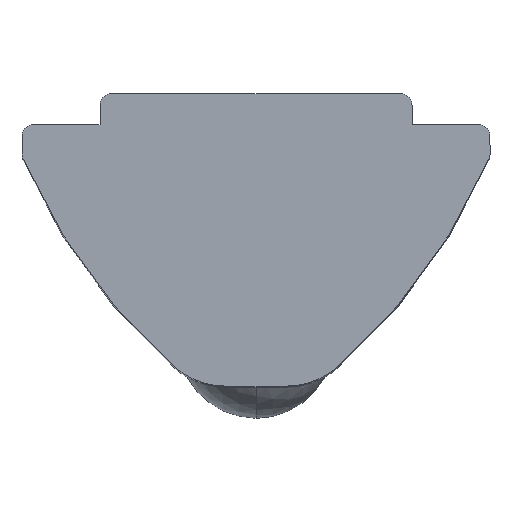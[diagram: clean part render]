
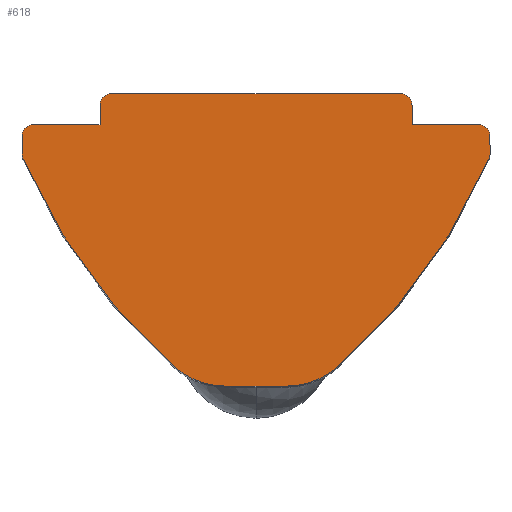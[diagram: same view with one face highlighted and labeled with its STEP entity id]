
A CAD part, top view. The second image highlights one B-rep face of the part: STEP entity #618.
In plain terms, the highlighted planar face has unit normal (0, 0, 1).
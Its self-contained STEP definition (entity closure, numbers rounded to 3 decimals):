
#11 = AXIS2_PLACEMENT_3D ( 'NONE', #1054, #1036, #386 ) ;
#15 = VECTOR ( 'NONE', #635, 1000. ) ;
#24 = CIRCLE ( 'NONE', #938, 2. ) ;
#28 = DIRECTION ( 'NONE',  ( 1., 0., 0. ) ) ;
#30 = CIRCLE ( 'NONE', #11, 0.3 ) ;
#33 = CARTESIAN_POINT ( 'NONE',  ( 0.776, -5.5, 10. ) ) ;
#39 = VERTEX_POINT ( 'NONE', #603 ) ;
#47 = DIRECTION ( 'NONE',  ( 0., 0., 1. ) ) ;
#52 = DIRECTION ( 'NONE',  ( 1., 0., 0. ) ) ;
#60 = CARTESIAN_POINT ( 'NONE',  ( -7.806, 4.264, 10. ) ) ;
#66 = DIRECTION ( 'NONE',  ( 1., 0., 0. ) ) ;
#83 = AXIS2_PLACEMENT_3D ( 'NONE', #118, #47, #52 ) ;
#86 = DIRECTION ( 'NONE',  ( 0., -1., 0. ) ) ;
#87 = VERTEX_POINT ( 'NONE', #533 ) ;
#89 = CARTESIAN_POINT ( 'NONE',  ( -5.7, -1.1, 10. ) ) ;
#99 = VECTOR ( 'NONE', #113, 1000. ) ;
#103 = DIRECTION ( 'NONE',  ( 0., 0., 1. ) ) ;
#111 = VERTEX_POINT ( 'NONE', #444 ) ;
#113 = DIRECTION ( 'NONE',  ( 1., 0., 0. ) ) ;
#114 = CARTESIAN_POINT ( 'NONE',  ( -5.7, -1.539, 10. ) ) ;
#118 = CARTESIAN_POINT ( 'NONE',  ( 7.806, 4.264, 10. ) ) ;
#126 = ORIENTED_EDGE ( 'NONE', *, *, #807, .T. ) ;
#128 = DIRECTION ( 'NONE',  ( 1., 0., 0. ) ) ;
#132 = VERTEX_POINT ( 'NONE', #699 ) ;
#134 = LINE ( 'NONE', #725, #716 ) ;
#135 = DIRECTION ( 'NONE',  ( 0., 1., 0. ) ) ;
#137 = AXIS2_PLACEMENT_3D ( 'NONE', #613, #522, #28 ) ;
#144 = DIRECTION ( 'NONE',  ( 0., 0., 1. ) ) ;
#173 = ORIENTED_EDGE ( 'NONE', *, *, #1045, .T. ) ;
#179 = EDGE_CURVE ( 'NONE', #358, #87, #518, .T. ) ;
#180 = CARTESIAN_POINT ( 'NONE',  ( 5.7, -1.539, 10. ) ) ;
#181 = VERTEX_POINT ( 'NONE', #863 ) ;
#184 = FACE_OUTER_BOUND ( 'NONE', #595, .T. ) ;
#196 = ORIENTED_EDGE ( 'NONE', *, *, #824, .T. ) ;
#200 = EDGE_CURVE ( 'NONE', #800, #924, #1019, .T. ) ;
#211 = DIRECTION ( 'NONE',  ( -1., 0., 0. ) ) ;
#223 = VECTOR ( 'NONE', #86, 1000. ) ;
#232 = AXIS2_PLACEMENT_3D ( 'NONE', #60, #144, #66 ) ;
#239 = EDGE_CURVE ( 'NONE', #87, #912, #855, .T. ) ;
#240 = CARTESIAN_POINT ( 'NONE',  ( 3.7, 0., 10. ) ) ;
#243 = ORIENTED_EDGE ( 'NONE', *, *, #880, .T. ) ;
#249 = CARTESIAN_POINT ( 'NONE',  ( -3.7, -0.3, 10. ) ) ;
#254 = DIRECTION ( 'NONE',  ( 0., 0., 1. ) ) ;
#270 = DIRECTION ( 'NONE',  ( 1., 0., 0. ) ) ;
#280 = DIRECTION ( 'NONE',  ( -1., 0., 0. ) ) ;
#287 = CARTESIAN_POINT ( 'NONE',  ( -4., -0.8, 10. ) ) ;
#289 = ORIENTED_EDGE ( 'NONE', *, *, #406, .T. ) ;
#296 = DIRECTION ( 'NONE',  ( 1., 0., 0. ) ) ;
#304 = CARTESIAN_POINT ( 'NONE',  ( -5.7, -0.8, 10. ) ) ;
#339 = CARTESIAN_POINT ( 'NONE',  ( -5.976, -1.657, 10. ) ) ;
#351 = VECTOR ( 'NONE', #503, 1000. ) ;
#358 = VERTEX_POINT ( 'NONE', #979 ) ;
#360 = EDGE_CURVE ( 'NONE', #39, #800, #576, .T. ) ;
#376 = LINE ( 'NONE', #641, #822 ) ;
#383 = VERTEX_POINT ( 'NONE', #339 ) ;
#386 = DIRECTION ( 'NONE',  ( 1., 0., 0. ) ) ;
#388 = ORIENTED_EDGE ( 'NONE', *, *, #604, .T. ) ;
#406 = EDGE_CURVE ( 'NONE', #1042, #425, #733, .T. ) ;
#417 = CIRCLE ( 'NONE', #1026, 0.3 ) ;
#425 = VERTEX_POINT ( 'NONE', #650 ) ;
#444 = CARTESIAN_POINT ( 'NONE',  ( -3.7, 0., 10. ) ) ;
#445 = EDGE_CURVE ( 'NONE', #425, #728, #499, .T. ) ;
#449 = EDGE_CURVE ( 'NONE', #111, #971, #646, .T. ) ;
#452 = LINE ( 'NONE', #287, #782 ) ;
#472 = ORIENTED_EDGE ( 'NONE', *, *, #239, .T. ) ;
#477 = CARTESIAN_POINT ( 'NONE',  ( 6., -0.8, 10. ) ) ;
#488 = DIRECTION ( 'NONE',  ( 1., 0., 0. ) ) ;
#493 = CIRCLE ( 'NONE', #627, 0.3 ) ;
#496 = DIRECTION ( 'NONE',  ( 0., 0., 1. ) ) ;
#499 = LINE ( 'NONE', #990, #223 ) ;
#503 = DIRECTION ( 'NONE',  ( 0., 1., 0. ) ) ;
#518 = CIRCLE ( 'NONE', #825, 2. ) ;
#519 = CARTESIAN_POINT ( 'NONE',  ( 6., -1.1, 10. ) ) ;
#522 = DIRECTION ( 'NONE',  ( 0., 0., 1. ) ) ;
#533 = CARTESIAN_POINT ( 'NONE',  ( -0.776, -7.5, 10. ) ) ;
#549 = CARTESIAN_POINT ( 'NONE',  ( -4., 0., 10. ) ) ;
#574 = CARTESIAN_POINT ( 'NONE',  ( 6., -1.539, 10. ) ) ;
#575 = VERTEX_POINT ( 'NONE', #574 ) ;
#576 = LINE ( 'NONE', #645, #351 ) ;
#591 = ORIENTED_EDGE ( 'NONE', *, *, #674, .T. ) ;
#595 = EDGE_LOOP ( 'NONE', ( #472, #388, #243, #832, #637, #126, #196, #951, #1075, #173, #690, #978, #1018, #289, #928, #591, #1061, #759 ) ) ;
#596 = EDGE_CURVE ( 'NONE', #655, #575, #417, .T. ) ;
#601 = VERTEX_POINT ( 'NONE', #1025 ) ;
#603 = CARTESIAN_POINT ( 'NONE',  ( 4., -0.8, 10. ) ) ;
#604 = EDGE_CURVE ( 'NONE', #912, #601, #24, .T. ) ;
#605 = DIRECTION ( 'NONE',  ( 1., 0., 0. ) ) ;
#609 = DIRECTION ( 'NONE',  ( 0., 0., 1. ) ) ;
#613 = CARTESIAN_POINT ( 'NONE',  ( -7.806, 4.264, 10. ) ) ;
#615 = CARTESIAN_POINT ( 'NONE',  ( -0.776, -5.5, 10. ) ) ;
#618 = ADVANCED_FACE ( 'NONE', ( #184 ), #697, .T. ) ;
#622 = DIRECTION ( 'NONE',  ( -1., 0., 0. ) ) ;
#627 = AXIS2_PLACEMENT_3D ( 'NONE', #114, #609, #270 ) ;
#635 = DIRECTION ( 'NONE',  ( 0., -1., 0. ) ) ;
#637 = ORIENTED_EDGE ( 'NONE', *, *, #865, .T. ) ;
#641 = CARTESIAN_POINT ( 'NONE',  ( 4., -0.8, 10. ) ) ;
#645 = CARTESIAN_POINT ( 'NONE',  ( 4., 0., 10. ) ) ;
#646 = CIRCLE ( 'NONE', #776, 0.3 ) ;
#650 = CARTESIAN_POINT ( 'NONE',  ( -6., -1.1, 10. ) ) ;
#655 = VERTEX_POINT ( 'NONE', #693 ) ;
#674 = EDGE_CURVE ( 'NONE', #728, #383, #493, .T. ) ;
#685 = VERTEX_POINT ( 'NONE', #519 ) ;
#688 = AXIS2_PLACEMENT_3D ( 'NONE', #788, #943, #296 ) ;
#690 = ORIENTED_EDGE ( 'NONE', *, *, #449, .T. ) ;
#693 = CARTESIAN_POINT ( 'NONE',  ( 5.976, -1.657, 10. ) ) ;
#697 = PLANE ( 'NONE',  #137 ) ;
#699 = CARTESIAN_POINT ( 'NONE',  ( 5.7, -0.8, 10. ) ) ;
#703 = CARTESIAN_POINT ( 'NONE',  ( 4., -0.3, 10. ) ) ;
#716 = VECTOR ( 'NONE', #280, 1000. ) ;
#725 = CARTESIAN_POINT ( 'NONE',  ( -4., 0., 10. ) ) ;
#728 = VERTEX_POINT ( 'NONE', #976 ) ;
#732 = CARTESIAN_POINT ( 'NONE',  ( 0.776, -7.5, 10. ) ) ;
#733 = CIRCLE ( 'NONE', #796, 0.3 ) ;
#759 = ORIENTED_EDGE ( 'NONE', *, *, #179, .T. ) ;
#770 = DIRECTION ( 'NONE',  ( 1., 0., 0. ) ) ;
#772 = EDGE_CURVE ( 'NONE', #181, #1042, #452, .T. ) ;
#776 = AXIS2_PLACEMENT_3D ( 'NONE', #249, #254, #831 ) ;
#782 = VECTOR ( 'NONE', #211, 1000. ) ;
#788 = CARTESIAN_POINT ( 'NONE',  ( 3.7, -0.3, 10. ) ) ;
#796 = AXIS2_PLACEMENT_3D ( 'NONE', #89, #496, #488 ) ;
#800 = VERTEX_POINT ( 'NONE', #703 ) ;
#807 = EDGE_CURVE ( 'NONE', #685, #132, #30, .T. ) ;
#822 = VECTOR ( 'NONE', #622, 1000. ) ;
#824 = EDGE_CURVE ( 'NONE', #132, #39, #376, .T. ) ;
#825 = AXIS2_PLACEMENT_3D ( 'NONE', #615, #870, #128 ) ;
#831 = DIRECTION ( 'NONE',  ( 1., 0., 0. ) ) ;
#832 = ORIENTED_EDGE ( 'NONE', *, *, #596, .T. ) ;
#855 = LINE ( 'NONE', #877, #99 ) ;
#863 = CARTESIAN_POINT ( 'NONE',  ( -4., -0.8, 10. ) ) ;
#865 = EDGE_CURVE ( 'NONE', #575, #685, #879, .T. ) ;
#870 = DIRECTION ( 'NONE',  ( 0., 0., 1. ) ) ;
#871 = CIRCLE ( 'NONE', #83, 15. ) ;
#877 = CARTESIAN_POINT ( 'NONE',  ( -1.5, -7.5, 10. ) ) ;
#879 = LINE ( 'NONE', #477, #915 ) ;
#880 = EDGE_CURVE ( 'NONE', #601, #655, #1071, .T. ) ;
#912 = VERTEX_POINT ( 'NONE', #732 ) ;
#915 = VECTOR ( 'NONE', #135, 1000. ) ;
#924 = VERTEX_POINT ( 'NONE', #240 ) ;
#928 = ORIENTED_EDGE ( 'NONE', *, *, #445, .T. ) ;
#938 = AXIS2_PLACEMENT_3D ( 'NONE', #33, #1017, #605 ) ;
#943 = DIRECTION ( 'NONE',  ( 0., 0., 1. ) ) ;
#951 = ORIENTED_EDGE ( 'NONE', *, *, #360, .T. ) ;
#955 = CARTESIAN_POINT ( 'NONE',  ( -4., -0.3, 10. ) ) ;
#971 = VERTEX_POINT ( 'NONE', #955 ) ;
#976 = CARTESIAN_POINT ( 'NONE',  ( -6., -1.539, 10. ) ) ;
#978 = ORIENTED_EDGE ( 'NONE', *, *, #1015, .T. ) ;
#979 = CARTESIAN_POINT ( 'NONE',  ( -2.097, -7.002, 10. ) ) ;
#986 = EDGE_CURVE ( 'NONE', #383, #358, #871, .T. ) ;
#990 = CARTESIAN_POINT ( 'NONE',  ( -6., -0.8, 10. ) ) ;
#1015 = EDGE_CURVE ( 'NONE', #971, #181, #1046, .T. ) ;
#1017 = DIRECTION ( 'NONE',  ( 0., 0., 1. ) ) ;
#1018 = ORIENTED_EDGE ( 'NONE', *, *, #772, .T. ) ;
#1019 = CIRCLE ( 'NONE', #688, 0.3 ) ;
#1025 = CARTESIAN_POINT ( 'NONE',  ( 2.097, -7.002, 10. ) ) ;
#1026 = AXIS2_PLACEMENT_3D ( 'NONE', #180, #103, #770 ) ;
#1036 = DIRECTION ( 'NONE',  ( 0., 0., 1. ) ) ;
#1042 = VERTEX_POINT ( 'NONE', #304 ) ;
#1045 = EDGE_CURVE ( 'NONE', #924, #111, #134, .T. ) ;
#1046 = LINE ( 'NONE', #549, #15 ) ;
#1054 = CARTESIAN_POINT ( 'NONE',  ( 5.7, -1.1, 10. ) ) ;
#1061 = ORIENTED_EDGE ( 'NONE', *, *, #986, .T. ) ;
#1071 = CIRCLE ( 'NONE', #232, 15. ) ;
#1075 = ORIENTED_EDGE ( 'NONE', *, *, #200, .T. ) ;
